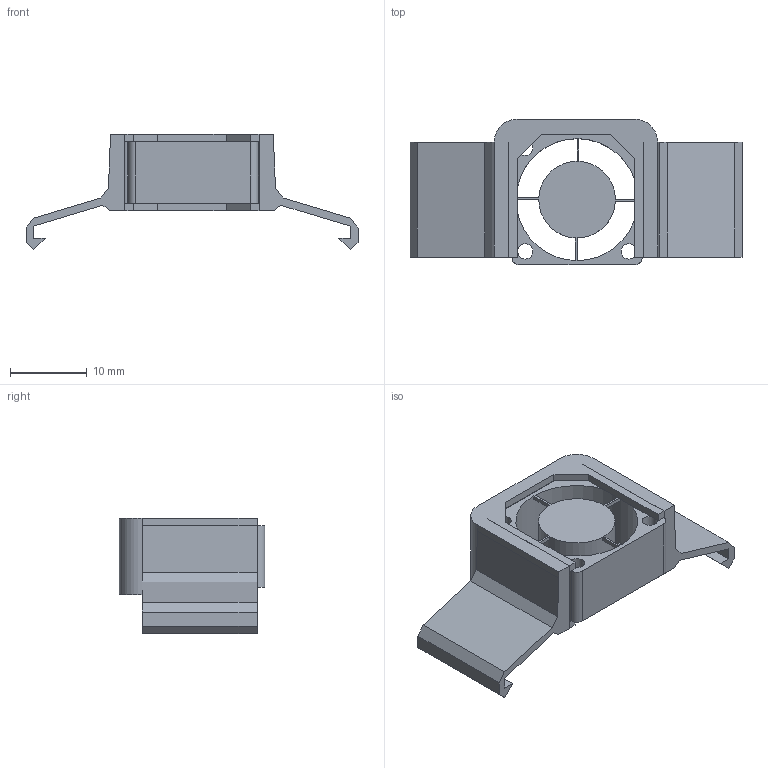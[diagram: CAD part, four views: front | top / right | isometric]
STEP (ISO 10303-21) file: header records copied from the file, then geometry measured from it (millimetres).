
FILE_DESCRIPTION(/* description */ (''),/* implementation_level */ '2;1');
FILE_NAME(/* name */ 'a0c5620c-1ac3-4e78-8564-d5889f5b9571.stp',/* time_stamp */ '2023-05-24T13:45:53Z',/* author */ (''),/* organization */ (''),/* preprocessor_version */ 'ST-DEVELOPER v19.2',/* originating_system */ 'Autodesk Translation Framework v12.6.0.85',/* authorisation */ '');
FILE_SCHEMA (('AUTOMOTIVE_DESIGN { 1 0 10303 214 3 1 1 }'));
Length unit declared in the file: millimetre
Products named in the file (2): Vifteholder; Axial fan
Assembly tree (1 placements, depth 2):
  Vifteholder
    Axial fan
Bounding box: 43.31 x 19 x 15.09 mm (x, y, z)
Volume: 2844.7 mm3; surface area: 4176.2 mm2
Topology: 2 solids, 2 shells, 97 faces, 295 edges, 194 vertices
Faces by surface type: plane 84, cylinder 13
Full cylindrical faces by diameter (mm): 2 x3, 10 x1, 15.9 x1
Entity records: 3388 total; most frequent: ORIENTED_EDGE 590, CARTESIAN_POINT 589, DIRECTION 553, EDGE_CURVE 295, LINE 237, VECTOR 237, VERTEX_POINT 194, AXIS2_PLACEMENT_3D 158
